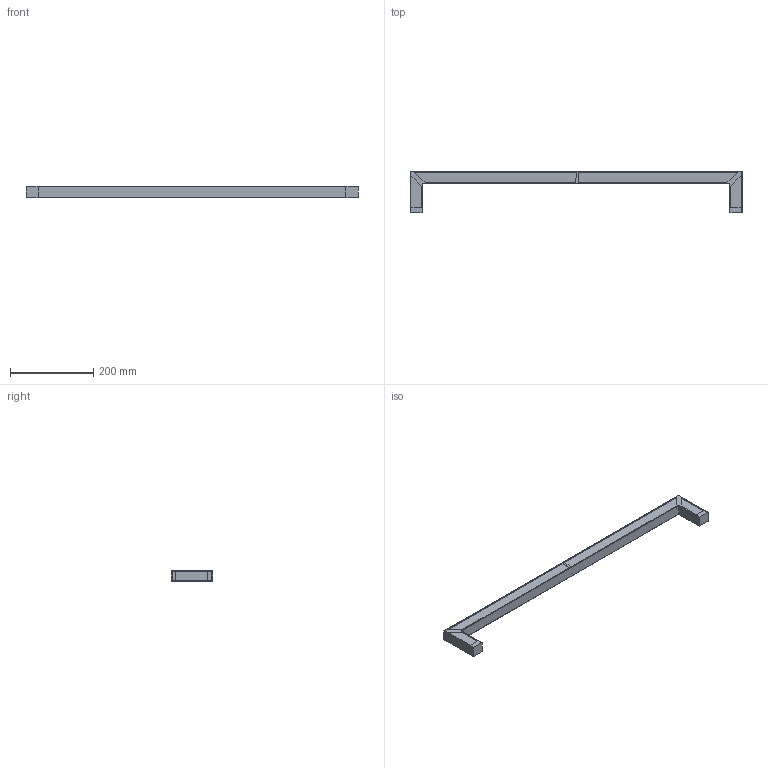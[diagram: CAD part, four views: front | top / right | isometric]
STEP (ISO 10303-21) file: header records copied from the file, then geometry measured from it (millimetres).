
FILE_DESCRIPTION(/* description */ (''),/* implementation_level */ '2;1');
FILE_NAME(/* name */ 'Oleant_BWU080_Beam_Wall_Up_80.stp',/* time_stamp */ '2022-05-02T12:25:09+02:00',/* author */ ('Omnitek 2000'),/* organization */ (''),/* preprocessor_version */ 'ST-DEVELOPER v18',/* originating_system */ 'Autodesk Inventor 2020',/* authorisation */ '');
FILE_SCHEMA (('AUTOMOTIVE_DESIGN { 1 0 10303 214 3 1 1 }'));
Length unit declared in the file: millimetre
Products named in the file (3): olala; frame; frame_1
Assembly tree (2 placements, depth 2):
  olala
    frame
    frame_1
Bounding box: 800 x 100 x 27 mm (x, y, z)
Volume: 751235.8 mm3; surface area: 250572.6 mm2
Topology: 2 solids, 2 shells, 52 faces, 124 edges, 80 vertices
Faces by surface type: plane 40, cylinder 12
Entity records: 1613 total; most frequent: CARTESIAN_POINT 262, DIRECTION 256, ORIENTED_EDGE 248, EDGE_CURVE 124, LINE 108, VECTOR 108, VERTEX_POINT 80, AXIS2_PLACEMENT_3D 74
